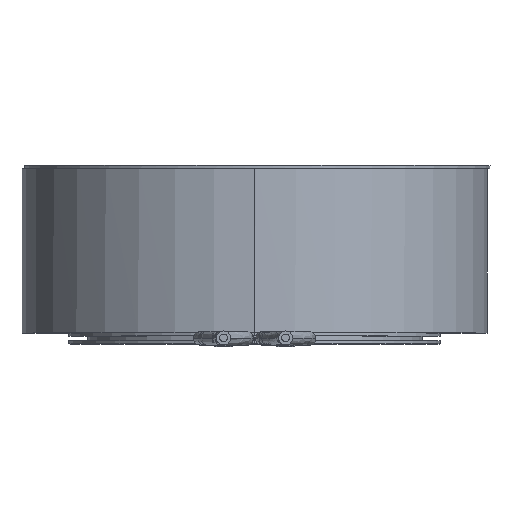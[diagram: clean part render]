
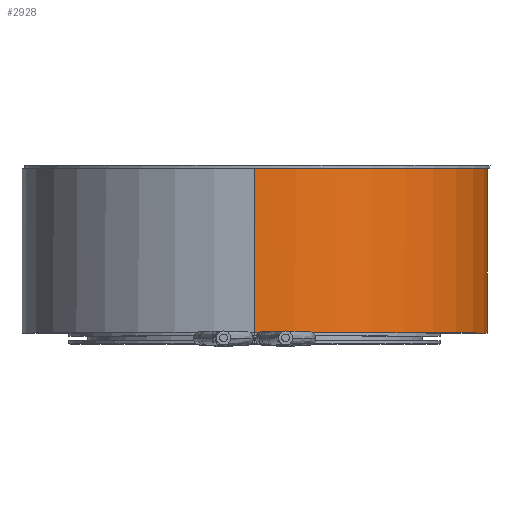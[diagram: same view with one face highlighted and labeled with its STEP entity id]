
A CAD part, top view. The second image highlights one B-rep face of the part: STEP entity #2928.
In plain terms, the highlighted cylindrical face has radius 7.5 mm (diameter 15 mm), a partial arc.
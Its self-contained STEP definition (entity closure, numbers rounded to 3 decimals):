
#223 = CARTESIAN_POINT ( 'NONE',  ( 0., 5.3, 7.5 ) ) ;
#324 = EDGE_LOOP ( 'NONE', ( #1834, #2605, #2967, #1249, #596 ) ) ;
#596 = ORIENTED_EDGE ( 'NONE', *, *, #2100, .F. ) ;
#632 = VERTEX_POINT ( 'NONE', #2286 ) ;
#805 = EDGE_CURVE ( 'NONE', #1639, #632, #1982, .T. ) ;
#835 = AXIS2_PLACEMENT_3D ( 'NONE', #1719, #1203, #932 ) ;
#865 = DIRECTION ( 'NONE',  ( 0., 1., 0. ) ) ;
#932 = DIRECTION ( 'NONE',  ( 0., 0., 1. ) ) ;
#940 = CIRCLE ( 'NONE', #835, 7.5 ) ;
#1021 = AXIS2_PLACEMENT_3D ( 'NONE', #1101, #1149, #2070 ) ;
#1085 = DIRECTION ( 'NONE',  ( 0., 0., -1. ) ) ;
#1101 = CARTESIAN_POINT ( 'NONE',  ( 0., 0., 0. ) ) ;
#1148 = CARTESIAN_POINT ( 'NONE',  ( 0., 0., 7.5 ) ) ;
#1149 = DIRECTION ( 'NONE',  ( 0., 1., 0. ) ) ;
#1175 = CYLINDRICAL_SURFACE ( 'NONE', #3073, 7.5 ) ;
#1184 = EDGE_CURVE ( 'NONE', #1439, #1684, #940, .T. ) ;
#1203 = DIRECTION ( 'NONE',  ( 0., 1., 0. ) ) ;
#1209 = FACE_OUTER_BOUND ( 'NONE', #324, .T. ) ;
#1249 = ORIENTED_EDGE ( 'NONE', *, *, #2659, .F. ) ;
#1287 = VERTEX_POINT ( 'NONE', #3027 ) ;
#1427 = CARTESIAN_POINT ( 'NONE',  ( 0., 5.3, -7.5 ) ) ;
#1439 = VERTEX_POINT ( 'NONE', #2915 ) ;
#1513 = AXIS2_PLACEMENT_3D ( 'NONE', #2301, #865, #2529 ) ;
#1636 = VECTOR ( 'NONE', #1667, 1000. ) ;
#1639 = VERTEX_POINT ( 'NONE', #1148 ) ;
#1644 = LINE ( 'NONE', #1427, #1636 ) ;
#1667 = DIRECTION ( 'NONE',  ( 0., -1., 0. ) ) ;
#1684 = VERTEX_POINT ( 'NONE', #2819 ) ;
#1719 = CARTESIAN_POINT ( 'NONE',  ( 0., 5.3, 0. ) ) ;
#1834 = ORIENTED_EDGE ( 'NONE', *, *, #1184, .F. ) ;
#1982 = CIRCLE ( 'NONE', #1021, 7.5 ) ;
#2070 = DIRECTION ( 'NONE',  ( 0., 0., 1. ) ) ;
#2088 = VECTOR ( 'NONE', #2834, 1000. ) ;
#2100 = EDGE_CURVE ( 'NONE', #1684, #1287, #2900, .T. ) ;
#2131 = LINE ( 'NONE', #223, #2088 ) ;
#2227 = DIRECTION ( 'NONE',  ( 0., -1., 0. ) ) ;
#2286 = CARTESIAN_POINT ( 'NONE',  ( 0., 0., -7.5 ) ) ;
#2301 = CARTESIAN_POINT ( 'NONE',  ( 0., 5.3, 0. ) ) ;
#2346 = EDGE_CURVE ( 'NONE', #1439, #1639, #2131, .T. ) ;
#2515 = CARTESIAN_POINT ( 'NONE',  ( 0., 5.3, 0. ) ) ;
#2529 = DIRECTION ( 'NONE',  ( 0., 0., 1. ) ) ;
#2605 = ORIENTED_EDGE ( 'NONE', *, *, #2346, .T. ) ;
#2659 = EDGE_CURVE ( 'NONE', #1287, #632, #1644, .T. ) ;
#2819 = CARTESIAN_POINT ( 'NONE',  ( 0.047, 5.3, 7.5 ) ) ;
#2834 = DIRECTION ( 'NONE',  ( 0., -1., 0. ) ) ;
#2900 = CIRCLE ( 'NONE', #1513, 7.5 ) ;
#2915 = CARTESIAN_POINT ( 'NONE',  ( 0., 5.3, 7.5 ) ) ;
#2928 = ADVANCED_FACE ( 'NONE', ( #1209 ), #1175, .T. ) ;
#2967 = ORIENTED_EDGE ( 'NONE', *, *, #805, .T. ) ;
#3027 = CARTESIAN_POINT ( 'NONE',  ( 0., 5.3, -7.5 ) ) ;
#3073 = AXIS2_PLACEMENT_3D ( 'NONE', #2515, #2227, #1085 ) ;
